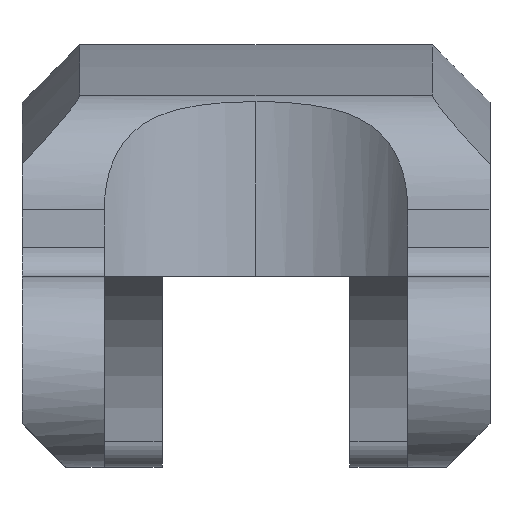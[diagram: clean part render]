
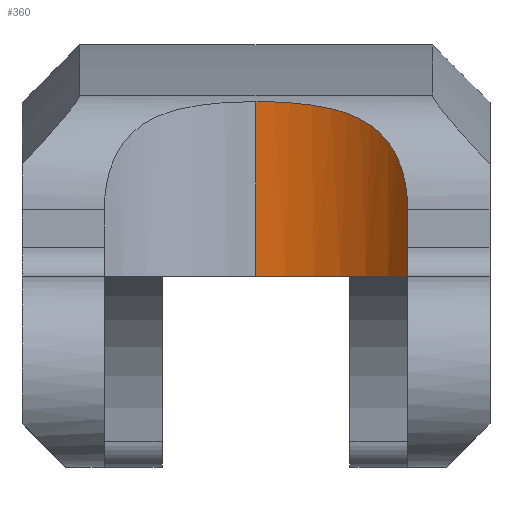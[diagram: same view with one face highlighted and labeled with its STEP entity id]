
A CAD part, front view. The second image highlights one B-rep face of the part: STEP entity #360.
In plain terms, the highlighted cylindrical face has radius 6.6 mm (diameter 13.2 mm), a partial arc.
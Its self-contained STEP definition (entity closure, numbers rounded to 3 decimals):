
#87 = CARTESIAN_POINT ( 'NONE',  ( 5.093, 4.199, 6.901 ) ) ;
#98 = VECTOR ( 'NONE', #980, 1000. ) ;
#112 = CARTESIAN_POINT ( 'NONE',  ( 5.25, 4., 5.949 ) ) ;
#123 = CARTESIAN_POINT ( 'NONE',  ( 5.25, 4., 3.3 ) ) ;
#139 = CARTESIAN_POINT ( 'NONE',  ( 0., 6.6, 9.352 ) ) ;
#153 = CARTESIAN_POINT ( 'NONE',  ( 3.683, 5.477, 8.709 ) ) ;
#164 = CARTESIAN_POINT ( 'NONE',  ( 0.046, 6.6, 9.352 ) ) ;
#176 = CARTESIAN_POINT ( 'NONE',  ( 3.665, 5.489, 8.718 ) ) ;
#331 = CARTESIAN_POINT ( 'NONE',  ( 2.504, 6.115, 9.136 ) ) ;
#334 = CARTESIAN_POINT ( 'NONE',  ( 0., 6.6, 3.3 ) ) ;
#352 = CARTESIAN_POINT ( 'NONE',  ( 0., 0., 28.3 ) ) ;
#360 = ADVANCED_FACE ( 'NONE', ( #2109 ), #1911, .F. ) ;
#375 = CARTESIAN_POINT ( 'NONE',  ( 1., 6.526, 9.324 ) ) ;
#388 = CARTESIAN_POINT ( 'NONE',  ( 3.674, 5.483, 8.713 ) ) ;
#456 = VERTEX_POINT ( 'NONE', #985 ) ;
#534 = CARTESIAN_POINT ( 'NONE',  ( 2.781, 5.992, 9.069 ) ) ;
#673 = CARTESIAN_POINT ( 'NONE',  ( 4.845, 4.482, 7.508 ) ) ;
#728 = CARTESIAN_POINT ( 'NONE',  ( 3.601, 5.531, 8.753 ) ) ;
#742 = CARTESIAN_POINT ( 'NONE',  ( 0.26, 6.595, 9.35 ) ) ;
#755 = LINE ( 'NONE', #1556, #1970 ) ;
#774 = CARTESIAN_POINT ( 'NONE',  ( 1.551, 6.426, 9.284 ) ) ;
#786 = CARTESIAN_POINT ( 'NONE',  ( 0.004, 6.6, 9.352 ) ) ;
#837 = EDGE_CURVE ( 'NONE', #456, #1696, #1585, .T. ) ;
#919 = DIRECTION ( 'NONE',  ( 0., 0., 1. ) ) ;
#922 = CARTESIAN_POINT ( 'NONE',  ( 5.25, 4., 5.605 ) ) ;
#953 = CARTESIAN_POINT ( 'NONE',  ( 0.513, 6.581, 9.345 ) ) ;
#966 = EDGE_CURVE ( 'NONE', #2462, #1696, #1693, .T. ) ;
#979 = CARTESIAN_POINT ( 'NONE',  ( 0.413, 6.588, 9.347 ) ) ;
#980 = DIRECTION ( 'NONE',  ( 0., 0., -1. ) ) ;
#985 = CARTESIAN_POINT ( 'NONE',  ( 0., 6.6, 9.352 ) ) ;
#1007 = CARTESIAN_POINT ( 'NONE',  ( 0., 6.6, 28.3 ) ) ;
#1030 = AXIS2_PLACEMENT_3D ( 'NONE', #1705, #919, #2114 ) ;
#1116 = EDGE_LOOP ( 'NONE', ( #2495, #1337, #1904, #2445 ) ) ;
#1138 = CARTESIAN_POINT ( 'NONE',  ( 0.013, 6.6, 9.352 ) ) ;
#1176 = DIRECTION ( 'NONE',  ( 0., 0., -1. ) ) ;
#1192 = CARTESIAN_POINT ( 'NONE',  ( 3.152, 5.8, 8.948 ) ) ;
#1289 = CARTESIAN_POINT ( 'NONE',  ( 4.57, 4.763, 7.957 ) ) ;
#1321 = CARTESIAN_POINT ( 'NONE',  ( 5.25, 4., 5.605 ) ) ;
#1337 = ORIENTED_EDGE ( 'NONE', *, *, #837, .T. ) ;
#1492 = CARTESIAN_POINT ( 'NONE',  ( 5.219, 4.041, 6.278 ) ) ;
#1522 = DIRECTION ( 'NONE',  ( 0., 0., -1. ) ) ;
#1532 = CARTESIAN_POINT ( 'NONE',  ( 3.962, 5.289, 8.552 ) ) ;
#1556 = CARTESIAN_POINT ( 'NONE',  ( 5.25, 4., 28.3 ) ) ;
#1585 = LINE ( 'NONE', #1007, #98 ) ;
#1674 = CARTESIAN_POINT ( 'NONE',  ( 4.997, 4.316, 7.197 ) ) ;
#1693 = CIRCLE ( 'NONE', #1030, 6.6 ) ;
#1696 = VERTEX_POINT ( 'NONE', #334 ) ;
#1705 = CARTESIAN_POINT ( 'NONE',  ( 0., 0., 3.3 ) ) ;
#1721 = CARTESIAN_POINT ( 'NONE',  ( 0.092, 6.599, 9.351 ) ) ;
#1737 = CARTESIAN_POINT ( 'NONE',  ( 0.026, 6.6, 9.352 ) ) ;
#1763 = CARTESIAN_POINT ( 'NONE',  ( 3.68, 5.479, 8.71 ) ) ;
#1904 = ORIENTED_EDGE ( 'NONE', *, *, #966, .F. ) ;
#1911 = CYLINDRICAL_SURFACE ( 'NONE', #1937, 6.6 ) ;
#1937 = AXIS2_PLACEMENT_3D ( 'NONE', #352, #1522, #2320 ) ;
#1948 = CARTESIAN_POINT ( 'NONE',  ( 1.889, 6.332, 9.244 ) ) ;
#1961 = CARTESIAN_POINT ( 'NONE',  ( 3.644, 5.503, 8.73 ) ) ;
#1966 = VERTEX_POINT ( 'NONE', #1321 ) ;
#1970 = VECTOR ( 'NONE', #1176, 1000. ) ;
#1980 = EDGE_CURVE ( 'NONE', #1966, #456, #2574, .T. ) ;
#1990 = CARTESIAN_POINT ( 'NONE',  ( 4.483, 4.846, 8.065 ) ) ;
#2026 = EDGE_CURVE ( 'NONE', #1966, #2462, #755, .T. ) ;
#2076 = CARTESIAN_POINT ( 'NONE',  ( 4.828, 4.5, 7.54 ) ) ;
#2109 = FACE_OUTER_BOUND ( 'NONE', #1116, .T. ) ;
#2114 = DIRECTION ( 'NONE',  ( 0., -1., 0. ) ) ;
#2145 = CARTESIAN_POINT ( 'NONE',  ( 3.269, 5.735, 8.905 ) ) ;
#2275 = CARTESIAN_POINT ( 'NONE',  ( 4.744, 4.589, 7.695 ) ) ;
#2287 = CARTESIAN_POINT ( 'NONE',  ( 4.688, 4.646, 7.784 ) ) ;
#2320 = DIRECTION ( 'NONE',  ( 0., 1., 0. ) ) ;
#2329 = CARTESIAN_POINT ( 'NONE',  ( 0.183, 6.598, 9.351 ) ) ;
#2356 = CARTESIAN_POINT ( 'NONE',  ( 3.513, 5.588, 8.798 ) ) ;
#2445 = ORIENTED_EDGE ( 'NONE', *, *, #2026, .F. ) ;
#2462 = VERTEX_POINT ( 'NONE', #123 ) ;
#2463 = CARTESIAN_POINT ( 'NONE',  ( 4.852, 4.474, 7.494 ) ) ;
#2476 = CARTESIAN_POINT ( 'NONE',  ( 4.804, 4.526, 7.587 ) ) ;
#2495 = ORIENTED_EDGE ( 'NONE', *, *, #1980, .T. ) ;
#2518 = CARTESIAN_POINT ( 'NONE',  ( 4.193, 5.104, 8.373 ) ) ;
#2560 = CARTESIAN_POINT ( 'NONE',  ( 3.433, 5.637, 8.834 ) ) ;
#2574 = B_SPLINE_CURVE_WITH_KNOTS ( 'NONE', 3,
 ( #922, #112, #1492, #87, #1674, #2463, #673, #2076, #2476, #2275, #2287, #1289, #1990, #2518, #1532, #153, #1763, #388, #176, #1961, #728, #2356, #2560, #2145, #1192, #534, #331, #1948, #774, #375, #2576, #953, #979, #742, #2329, #1721, #164, #1737, #1138, #786, #139 ),
 .UNSPECIFIED., .F., .F.,
 ( 4, 2, 2, 2, 1, 1, 2, 2, 2, 2, 1, 1, 1, 1, 2, 2, 2, 2, 2, 2, 1, 1, 1, 2, 4 ),
 ( 0., 0.062, 0.125, 0.129, 0.133, 0.141, 0.156, 0.187, 0.25, 0.251, 0.252, 0.254, 0.258, 0.265, 0.281, 0.312, 0.375, 0.437, 0.469, 0.484, 0.492, 0.496, 0.498, 0.499, 0.5 ),
 .UNSPECIFIED. ) ;
#2576 = CARTESIAN_POINT ( 'NONE',  ( 0.81, 6.553, 9.335 ) ) ;
